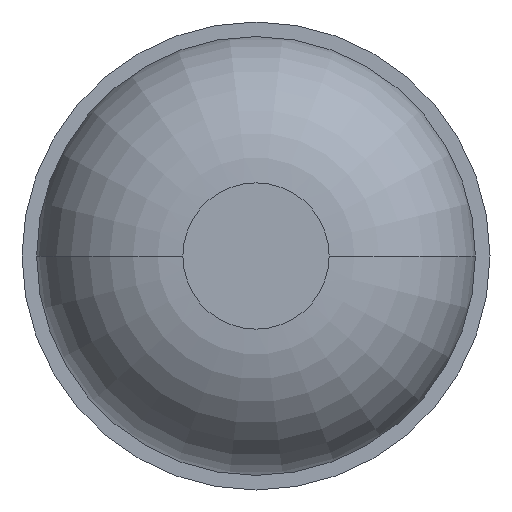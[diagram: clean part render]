
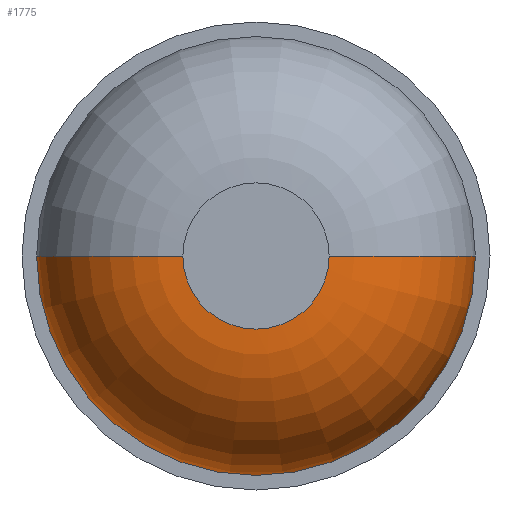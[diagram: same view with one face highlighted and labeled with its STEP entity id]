
A CAD part, front view. The second image highlights one B-rep face of the part: STEP entity #1775.
In plain terms, the highlighted toroidal (fillet/blend) face has major radius 0.125 mm and minor radius 0.25 mm.
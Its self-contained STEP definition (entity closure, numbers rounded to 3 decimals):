
#4 = DIRECTION ( 'NONE',  ( 1., 0., 0. ) ) ;
#80 = DIRECTION ( 'NONE',  ( 1., 0., 0. ) ) ;
#147 = EDGE_LOOP ( 'NONE', ( #444, #864, #947, #529 ) ) ;
#189 = CIRCLE ( 'NONE', #2626, 0.25 ) ;
#232 = CARTESIAN_POINT ( 'NONE',  ( 0.125, -19.45, 0. ) ) ;
#265 = EDGE_CURVE ( 'Defeature ausgef�hrt1_0+Defeature ausgef�hrt1_2+Defeature ausgef�hrt1_2+Defeature ausgef�hrt1_2', #1625, #2003, #2255, .T. ) ;
#409 = CARTESIAN_POINT ( 'NONE',  ( -0.125, -19.7, 0. ) ) ;
#444 = ORIENTED_EDGE ( 'NONE', *, *, #946, .F. ) ;
#489 = CARTESIAN_POINT ( 'NONE',  ( -0.125, -19.45, 0. ) ) ;
#529 = ORIENTED_EDGE ( 'NONE', *, *, #1104, .F. ) ;
#540 = DIRECTION ( 'NONE',  ( 0., 0., 1. ) ) ;
#554 = AXIS2_PLACEMENT_3D ( 'NONE', #1565, #3085, #4 ) ;
#606 = CARTESIAN_POINT ( 'NONE',  ( 0.125, -19.7, 0. ) ) ;
#719 = AXIS2_PLACEMENT_3D ( 'NONE', #489, #1352, #3512 ) ;
#864 = ORIENTED_EDGE ( 'NONE', *, *, #2185, .T. ) ;
#916 = DIRECTION ( 'NONE',  ( 0., 1., 0. ) ) ;
#946 = EDGE_CURVE ( 'Defeature ausgef�hrt1_1+Defeature ausgef�hrt1_2+Defeature ausgef�hrt1_2+Defeature ausgef�hrt1_2', #2932, #1802, #3536, .T. ) ;
#947 = ORIENTED_EDGE ( 'NONE', *, *, #265, .F. ) ;
#1104 = EDGE_CURVE ( 'NONE', #1802, #1625, #189, .T. ) ;
#1352 = DIRECTION ( 'NONE',  ( 0., 0., -1. ) ) ;
#1565 = CARTESIAN_POINT ( 'NONE',  ( 0., -19.45, 0. ) ) ;
#1625 = VERTEX_POINT ( 'NONE', #3465 ) ;
#1775 = ADVANCED_FACE ( 'Defeature ausgef�hrt1_2', ( #3723 ), #2415, .T. ) ;
#1802 = VERTEX_POINT ( 'NONE', #606 ) ;
#1925 = DIRECTION ( 'NONE',  ( 0., -1., 0. ) ) ;
#1997 = CIRCLE ( 'NONE', #719, 0.25 ) ;
#2003 = VERTEX_POINT ( 'NONE', #3304 ) ;
#2077 = AXIS2_PLACEMENT_3D ( 'NONE', #2509, #1925, #80 ) ;
#2185 = EDGE_CURVE ( 'NONE', #2932, #2003, #1997, .T. ) ;
#2255 = CIRCLE ( 'NONE', #554, 0.375 ) ;
#2415 = TOROIDAL_SURFACE ( 'NONE', #3919, 0.125, 0.25 ) ;
#2449 = DIRECTION ( 'NONE',  ( 1., 0., 0. ) ) ;
#2509 = CARTESIAN_POINT ( 'NONE',  ( 0., -19.7, 0. ) ) ;
#2626 = AXIS2_PLACEMENT_3D ( 'NONE', #232, #540, #2985 ) ;
#2754 = CARTESIAN_POINT ( 'NONE',  ( 0., -19.45, 0. ) ) ;
#2932 = VERTEX_POINT ( 'NONE', #409 ) ;
#2985 = DIRECTION ( 'NONE',  ( 1., 0., 0. ) ) ;
#3085 = DIRECTION ( 'NONE',  ( 0., 1., 0. ) ) ;
#3304 = CARTESIAN_POINT ( 'NONE',  ( -0.375, -19.45, 0. ) ) ;
#3465 = CARTESIAN_POINT ( 'NONE',  ( 0.375, -19.45, 0. ) ) ;
#3512 = DIRECTION ( 'NONE',  ( -1., 0., 0. ) ) ;
#3536 = CIRCLE ( 'NONE', #2077, 0.125 ) ;
#3723 = FACE_OUTER_BOUND ( 'NONE', #147, .T. ) ;
#3919 = AXIS2_PLACEMENT_3D ( 'NONE', #2754, #916, #2449 ) ;
